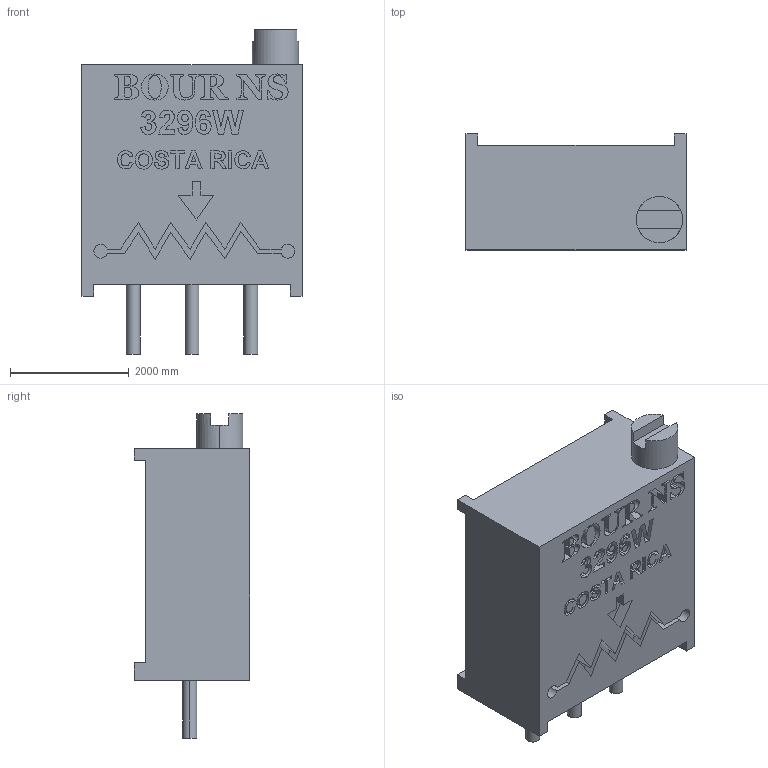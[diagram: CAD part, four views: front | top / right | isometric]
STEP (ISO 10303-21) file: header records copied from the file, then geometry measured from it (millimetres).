
FILE_DESCRIPTION (( 'STEP AP214' ), '1' );
FILE_NAME ('User Library-POT3296.STEP', '2014-02-10T15:22:43', ( 'Windows User' ), ( '' ), 'SwSTEP 2.0', 'SolidWorks 2014', '' );
FILE_SCHEMA (( 'AUTOMOTIVE_DESIGN' ));
Length unit declared in the file: millimetre
Products named in the file (1): User Library-POT3296
Bounding box: 3705 x 1950 x 5460 mm (x, y, z)
Volume: 24285638976.6 mm3; surface area: 71080229.7 mm2
Topology: 5 solids, 5 shells, 414 faces, 1116 edges, 744 vertices
Faces by surface type: plane 219, bspline 184, cylinder 11
Entity records: 25974 total; most frequent: CARTESIAN_POINT 12187, ORIENTED_EDGE 2232, DIRECTION 1236, EDGE_CURVE 1116, VERTEX_POINT 744, LINE 722, VECTOR 722, EDGE_LOOP 446
